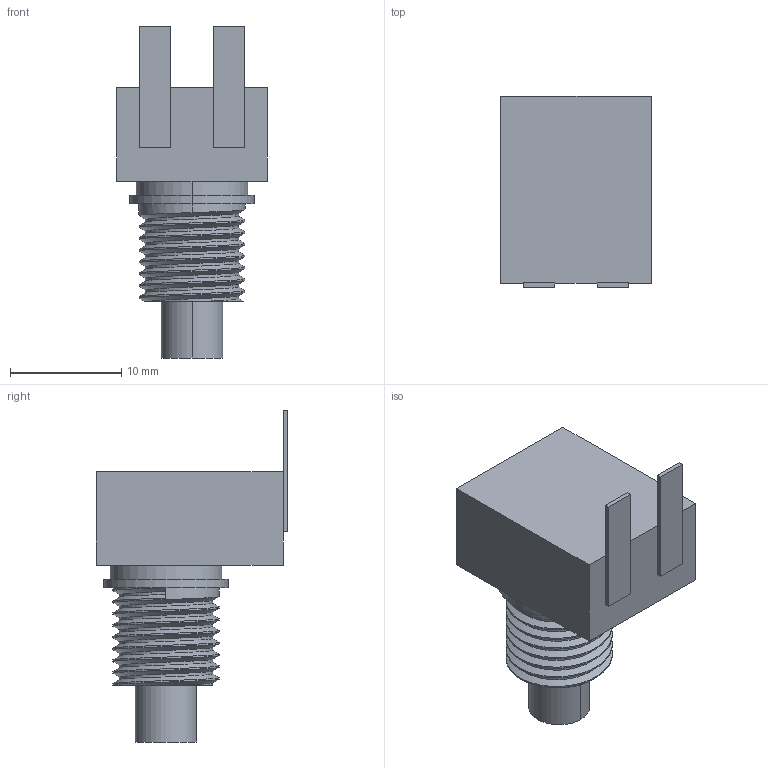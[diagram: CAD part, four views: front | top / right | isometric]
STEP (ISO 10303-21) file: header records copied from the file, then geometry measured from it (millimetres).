
FILE_DESCRIPTION (( 'STEP AP203' ), '1' );
FILE_NAME ('40-4677-00.STEP', '2019-11-26T18:28:13', ( '' ), ( '' ), 'SwSTEP 2.0', 'SolidWorks 2019', '' );
FILE_SCHEMA (( 'CONFIG_CONTROL_DESIGN' ));
Length unit declared in the file: millimetre
Products named in the file (1): 40-4677-00
Bounding box: 13.46 x 17.17 x 29.79 mm (x, y, z)
Volume: 2759.3 mm3; surface area: 1618.2 mm2
Topology: 1 solids, 1 shells, 50 faces, 126 edges, 82 vertices
Faces by surface type: cylinder 24, plane 23, bspline 3
Entity records: 2912 total; most frequent: CARTESIAN_POINT 1748, ORIENTED_EDGE 252, DIRECTION 196, EDGE_CURVE 126, VERTEX_POINT 82, VECTOR 68, LINE 68, AXIS2_PLACEMENT_3D 64
